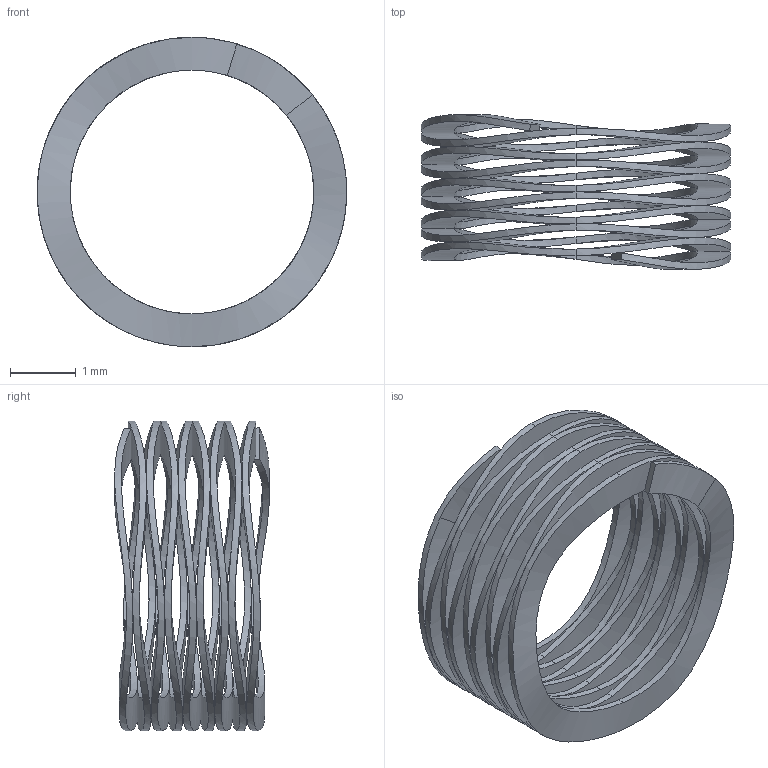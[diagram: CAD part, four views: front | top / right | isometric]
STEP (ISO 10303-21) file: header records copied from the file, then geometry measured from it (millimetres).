
FILE_DESCRIPTION (( 'STEP AP203' ), '1' );
FILE_NAME ('WP04.7P009N9.STEP', '2022-09-07T01:14:07', ( '' ), ( '' ), 'SwSTEP 2.0', 'SolidWorks 2020', '' );
FILE_SCHEMA (( 'CONFIG_CONTROL_DESIGN' ));
Length unit declared in the file: millimetre
Products named in the file (1): WP04.7P009N9
Bounding box: 4.7 x 2.35 x 4.7 mm (x, y, z)
Volume: 5.8 mm3; surface area: 141.4 mm2
Topology: 1 solids, 1 shells, 44 faces, 126 edges, 84 vertices
Faces by surface type: cylinder 36, bspline 6, plane 2
Entity records: 8847 total; most frequent: CARTESIAN_POINT 7805, ORIENTED_EDGE 252, EDGE_CURVE 126, DIRECTION 120, VERTEX_POINT 84, B_SPLINE_CURVE_WITH_KNOTS 80, FACE_OUTER_BOUND 44, EDGE_LOOP 44
